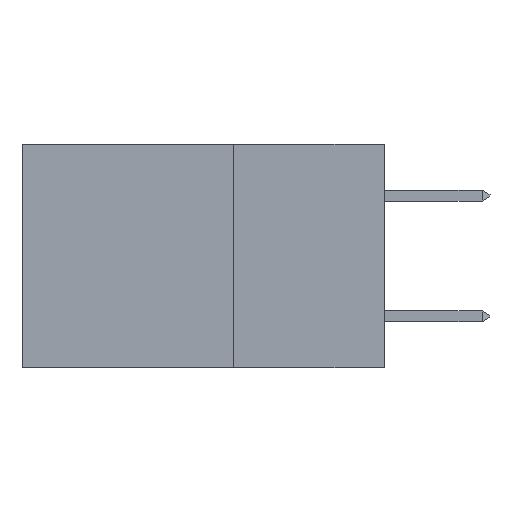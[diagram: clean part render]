
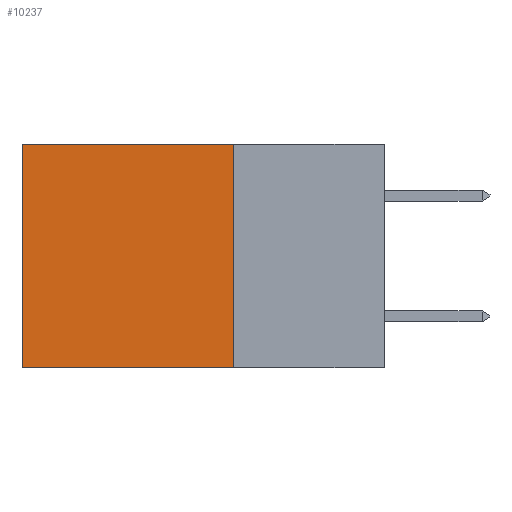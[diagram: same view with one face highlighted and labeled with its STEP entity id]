
A CAD part, left-side view. The second image highlights one B-rep face of the part: STEP entity #10237.
In plain terms, the highlighted planar face has unit normal (-1, 0, 0).
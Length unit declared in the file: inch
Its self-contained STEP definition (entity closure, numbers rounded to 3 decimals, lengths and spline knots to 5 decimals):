
#2226 = EDGE_CURVE ( 'NONE', #3725, #13901, #20360, .T. ) ;
#3643 = ORIENTED_EDGE ( 'NONE', *, *, #19982, .F. ) ;
#3725 = VERTEX_POINT ( 'NONE', #5896 ) ;
#4438 = AXIS2_PLACEMENT_3D ( 'NONE', #18428, #20084, #10243 ) ;
#4580 = VERTEX_POINT ( 'NONE', #15998 ) ;
#5297 = VECTOR ( 'NONE', #7154, 39.37008 ) ;
#5896 = CARTESIAN_POINT ( 'NONE',  ( 0.2875, 0.6, 0. ) ) ;
#6927 = PLANE ( 'NONE',  #4438 ) ;
#7154 = DIRECTION ( 'NONE',  ( 0., 0., -1. ) ) ;
#7319 = VECTOR ( 'NONE', #14744, 39.37008 ) ;
#7867 = ORIENTED_EDGE ( 'NONE', *, *, #2226, .T. ) ;
#8230 = ORIENTED_EDGE ( 'NONE', *, *, #19363, .T. ) ;
#8315 = CARTESIAN_POINT ( 'NONE',  ( 0.2875, 0.25, 0. ) ) ;
#8632 = DIRECTION ( 'NONE',  ( 0., 0., -1. ) ) ;
#8833 = CARTESIAN_POINT ( 'NONE',  ( 0.2875, 0.25, 0. ) ) ;
#9914 = FACE_OUTER_BOUND ( 'NONE', #16639, .T. ) ;
#10237 = ADVANCED_FACE ( 'NONE', ( #9914 ), #6927, .F. ) ;
#10243 = DIRECTION ( 'NONE',  ( 0., 0., -1. ) ) ;
#11142 = LINE ( 'NONE', #8315, #15023 ) ;
#12851 = CARTESIAN_POINT ( 'NONE',  ( 0.2875, 0.6, -0.37 ) ) ;
#13901 = VERTEX_POINT ( 'NONE', #12851 ) ;
#13910 = VERTEX_POINT ( 'NONE', #19496 ) ;
#14037 = LINE ( 'NONE', #8833, #5297 ) ;
#14744 = DIRECTION ( 'NONE',  ( 0., 1., 0. ) ) ;
#15023 = VECTOR ( 'NONE', #18132, 39.37008 ) ;
#15998 = CARTESIAN_POINT ( 'NONE',  ( 0.2875, 0.25, -0.37 ) ) ;
#16639 = EDGE_LOOP ( 'NONE', ( #7867, #3643, #18747, #8230 ) ) ;
#17628 = EDGE_CURVE ( 'NONE', #13910, #4580, #14037, .T. ) ;
#17957 = CARTESIAN_POINT ( 'NONE',  ( 0.2875, 0.25, -0.37 ) ) ;
#18132 = DIRECTION ( 'NONE',  ( 0., 1., 0. ) ) ;
#18428 = CARTESIAN_POINT ( 'NONE',  ( 0.2875, 0.25, 0. ) ) ;
#18747 = ORIENTED_EDGE ( 'NONE', *, *, #17628, .F. ) ;
#19363 = EDGE_CURVE ( 'NONE', #13910, #3725, #11142, .T. ) ;
#19496 = CARTESIAN_POINT ( 'NONE',  ( 0.2875, 0.25, 0. ) ) ;
#19982 = EDGE_CURVE ( 'NONE', #4580, #13901, #20437, .T. ) ;
#20084 = DIRECTION ( 'NONE',  ( 1., 0., 0. ) ) ;
#20188 = CARTESIAN_POINT ( 'NONE',  ( 0.2875, 0.6, 0. ) ) ;
#20360 = LINE ( 'NONE', #20188, #20867 ) ;
#20437 = LINE ( 'NONE', #17957, #7319 ) ;
#20867 = VECTOR ( 'NONE', #8632, 39.37008 ) ;
